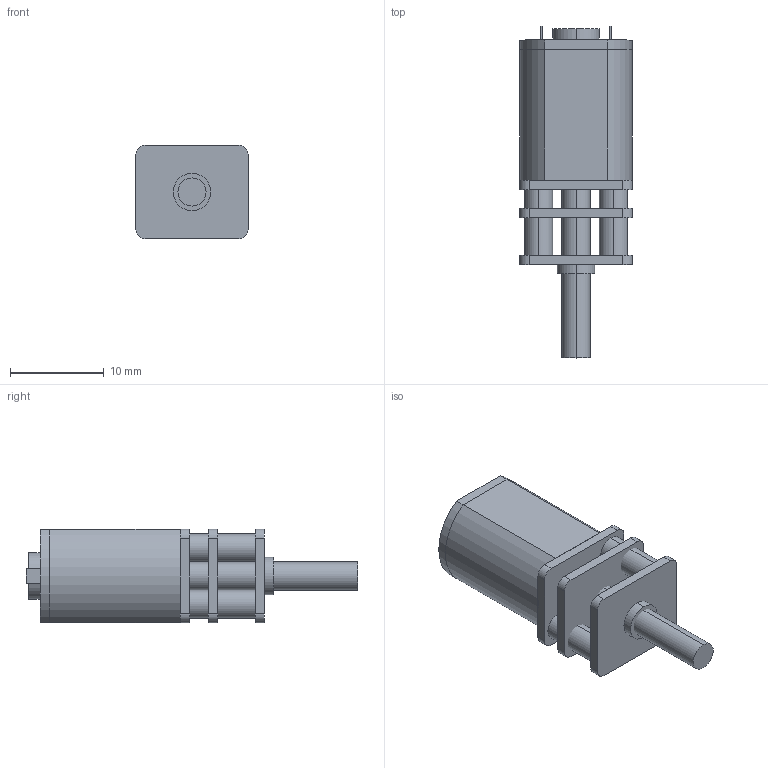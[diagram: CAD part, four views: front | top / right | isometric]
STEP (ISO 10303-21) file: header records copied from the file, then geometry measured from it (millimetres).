
FILE_DESCRIPTION (( 'STEP AP214' ), '1' );
FILE_NAME ('User Library-N20.STEP', '2020-04-07T06:10:57', ( 'cc' ), ( '' ), 'SwSTEP 2.0', 'SolidWorks 2019', '' );
FILE_SCHEMA (( 'AUTOMOTIVE_DESIGN' ));
Length unit declared in the file: millimetre
Products named in the file (7): User Library-N20_Pad009; User Library-N20_Pad004; User Library-N20_Pad008; User Library-N20_Pad003; User Library-N20_Pad010; User Library-N20_Pad006; User Library-N20
Assembly tree (6 placements, depth 2):
  User Library-N20
    User Library-N20_Pad010
    User Library-N20_Pad009
    User Library-N20_Pad008
    User Library-N20_Pad006
    User Library-N20_Pad004
    User Library-N20_Pad003
Bounding box: 12 x 35.5 x 10 mm (x, y, z)
Volume: 2196.2 mm3; surface area: 2175 mm2
Topology: 7 solids, 7 shells, 69 faces, 150 edges, 100 vertices
Faces by surface type: plane 43, cylinder 26
Entity records: 2950 total; most frequent: DIRECTION 358, CARTESIAN_POINT 328, ORIENTED_EDGE 300, EDGE_CURVE 150, AXIS2_PLACEMENT_3D 130, VERTEX_POINT 100, VECTOR 98, LINE 98
